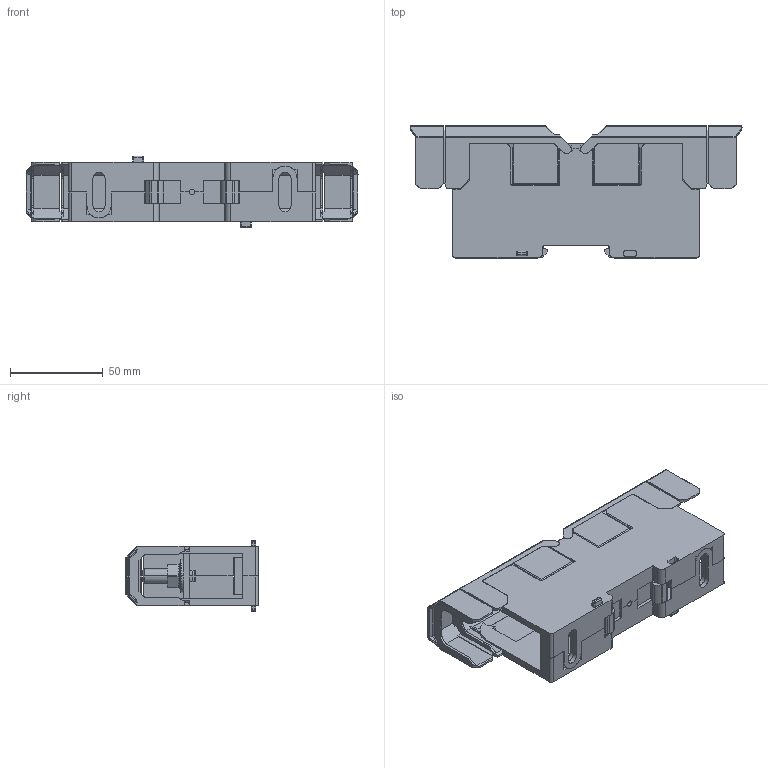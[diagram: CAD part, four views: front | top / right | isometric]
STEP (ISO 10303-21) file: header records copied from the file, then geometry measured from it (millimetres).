
FILE_DESCRIPTION(/* description */ (''),/* implementation_level */ '2;1');
FILE_NAME(/* name */ '17035_HSKG_70_M8_B_B_mit_ADH.stp',/* time_stamp */ '2021-12-18T09:52:07+01:00',/* author */ (''),/* organization */ (''),/* preprocessor_version */ 'ST-DEVELOPER v16.7',/* originating_system */ 'SIEMENS PLM Software NX 12.0',/* authorisation */ '');
FILE_SCHEMA (('AUTOMOTIVE_DESIGN { 1 0 10303 214 3 1 1 1 }'));
Products named in the file (1): 17035_HSKG_70_M8_B_B_mit_ADH
Bounding box: 178.5 x 71 x 38.4 mm (x, y, z)
Volume: 142128.2 mm3; surface area: 85468.5 mm2
Topology: 10 solids, 10 shells, 1846 faces, 5046 edges, 3309 vertices
Faces by surface type: plane 1172, cylinder 478, cone 112, bspline 32, torus 28, sphere 16, extrusion 8
Entity records: 75233 total; most frequent: CARTESIAN_POINT 15885, ORIENTED_EDGE 10076, DIRECTION 9214, EDGE_CURVE 5038, VECTOR 3366, LINE 3358, VERTEX_POINT 3292, AXIS2_PLACEMENT_3D 2924
